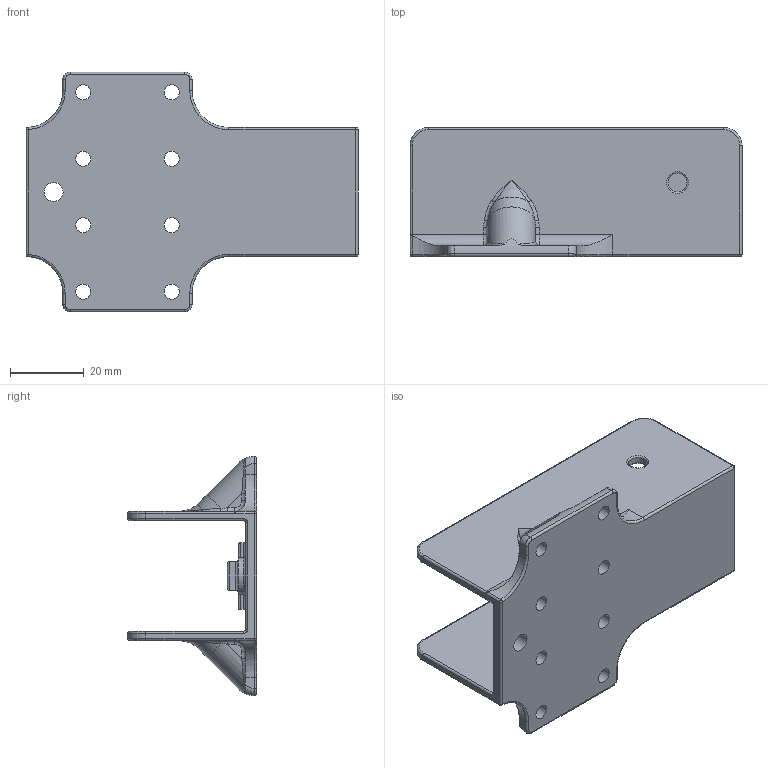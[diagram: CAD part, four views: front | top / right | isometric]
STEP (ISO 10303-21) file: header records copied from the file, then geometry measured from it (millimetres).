
FILE_DESCRIPTION(/* description */ (''),/* implementation_level */ '2;1');
FILE_NAME(/* name */ 'Z_Carriage_Mount_SCS8UU v8.step',/* time_stamp */ '2020-11-28T14:10:21+01:00',/* author */ (''),/* organization */ (''),/* preprocessor_version */ 'ST-DEVELOPER v18.1',/* originating_system */ 'Autodesk Translation Framework v9.3.0.1241',/* authorisation */ '');
FILE_SCHEMA (('AUTOMOTIVE_DESIGN { 1 0 10303 214 3 1 1 }'));
Length unit declared in the file: millimetre
Products named in the file (1): Z_Carriage_Mount_SCS8UU
Bounding box: 90 x 35 x 64.98 mm (x, y, z)
Volume: 30755.7 mm3; surface area: 21288.1 mm2
Topology: 1 solids, 1 shells, 168 faces, 402 edges, 235 vertices
Faces by surface type: cylinder 80, plane 33, torus 31, bspline 20, sphere 4
Full cylindrical faces by diameter (mm): 4.1 x8, 5.1 x2, 10 x1
Entity records: 5478 total; most frequent: CARTESIAN_POINT 1500, DIRECTION 874, ORIENTED_EDGE 796, EDGE_CURVE 398, AXIS2_PLACEMENT_3D 359, VERTEX_POINT 235, EDGE_LOOP 191, FACE_OUTER_BOUND 168
